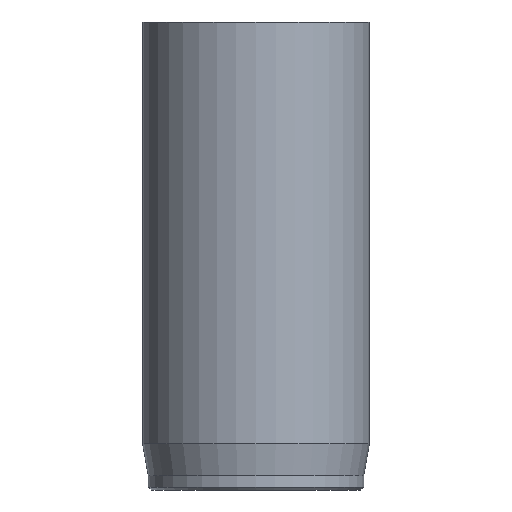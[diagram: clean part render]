
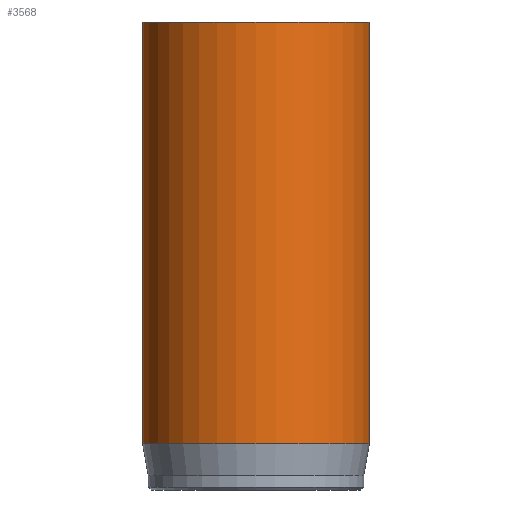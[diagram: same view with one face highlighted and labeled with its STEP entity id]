
A CAD part, front view. The second image highlights one B-rep face of the part: STEP entity #3568.
In plain terms, the highlighted cylindrical face has radius 8 mm (diameter 16 mm), a full revolution.
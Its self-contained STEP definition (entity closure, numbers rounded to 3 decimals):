
#32=CYLINDRICAL_SURFACE('',#3746,8.);
#47=CIRCLE('',#3714,8.);
#63=CIRCLE('',#3744,8.);
#64=CIRCLE('',#3745,8.);
#284=FACE_OUTER_BOUND('',#501,.T.);
#501=EDGE_LOOP('',(#2933,#2934,#2935,#2936,#2937));
#722=LINE('',#6398,#953);
#953=VECTOR('',#4059,8.);
#1536=VERTEX_POINT('',#6338);
#1552=VERTEX_POINT('',#6392);
#1553=VERTEX_POINT('',#6393);
#2009=EDGE_CURVE('',#1536,#1536,#47,.T.);
#2033=EDGE_CURVE('',#1552,#1553,#63,.T.);
#2034=EDGE_CURVE('',#1553,#1552,#64,.T.);
#2036=EDGE_CURVE('',#1536,#1552,#722,.T.);
#2933=ORIENTED_EDGE('',*,*,#2009,.T.);
#2934=ORIENTED_EDGE('',*,*,#2036,.T.);
#2935=ORIENTED_EDGE('',*,*,#2033,.T.);
#2936=ORIENTED_EDGE('',*,*,#2034,.T.);
#2937=ORIENTED_EDGE('',*,*,#2036,.F.);
#3568=ADVANCED_FACE('',(#284),#32,.T.);
#3714=AXIS2_PLACEMENT_3D('',#6339,#3984,#3985);
#3744=AXIS2_PLACEMENT_3D('',#6394,#4052,#4053);
#3745=AXIS2_PLACEMENT_3D('',#6395,#4054,#4055);
#3746=AXIS2_PLACEMENT_3D('',#6397,#4057,#4058);
#3984=DIRECTION('center_axis',(0.,0.,-1.));
#3985=DIRECTION('ref_axis',(-1.,0.,0.));
#4052=DIRECTION('center_axis',(0.,0.,1.));
#4053=DIRECTION('ref_axis',(-1.,0.,0.));
#4054=DIRECTION('center_axis',(0.,0.,1.));
#4055=DIRECTION('ref_axis',(-1.,0.,0.));
#4057=DIRECTION('center_axis',(0.,0.,1.));
#4058=DIRECTION('ref_axis',(-1.,0.,0.));
#4059=DIRECTION('',(0.,0.,-1.));
#6338=CARTESIAN_POINT('',(8.,0.,33.));
#6339=CARTESIAN_POINT('Origin',(0.,0.,33.));
#6392=CARTESIAN_POINT('',(8.,0.,3.269));
#6393=CARTESIAN_POINT('',(-8.,0.,3.269));
#6394=CARTESIAN_POINT('Origin',(0.,0.,3.269));
#6395=CARTESIAN_POINT('Origin',(0.,0.,3.269));
#6397=CARTESIAN_POINT('Origin',(0.,0.,0.));
#6398=CARTESIAN_POINT('',(8.,0.,0.));
